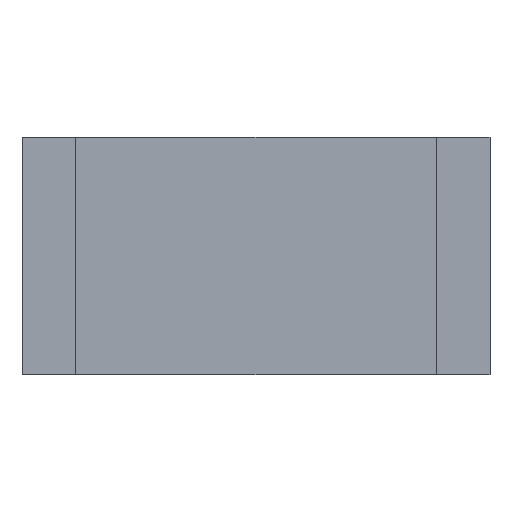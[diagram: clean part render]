
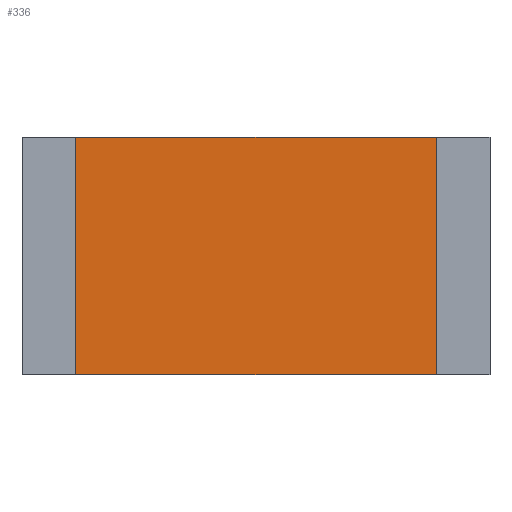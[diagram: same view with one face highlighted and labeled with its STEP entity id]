
A CAD part, front view. The second image highlights one B-rep face of the part: STEP entity #336.
In plain terms, the highlighted planar face has unit normal (0, -1, 0).
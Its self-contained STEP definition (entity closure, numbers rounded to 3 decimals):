
#61=DIRECTION('',(-1.,0.,0.));
#62=VECTOR('',#61,2.35);
#63=CARTESIAN_POINT('',(1.175,0.02,-0.775));
#64=LINE('',#63,#62);
#81=DIRECTION('',(-1.,0.,0.));
#82=VECTOR('',#81,2.35);
#83=CARTESIAN_POINT('',(1.175,0.02,0.775));
#84=LINE('',#83,#82);
#109=DIRECTION('',(0.,0.,-1.));
#110=VECTOR('',#109,1.55);
#111=CARTESIAN_POINT('',(1.175,0.02,0.775));
#112=LINE('',#111,#110);
#113=DIRECTION('',(0.,0.,-1.));
#114=VECTOR('',#113,1.55);
#115=CARTESIAN_POINT('',(-1.175,0.02,0.775));
#116=LINE('',#115,#114);
#173=CARTESIAN_POINT('',(1.175,0.02,0.775));
#174=VERTEX_POINT('',#173);
#175=CARTESIAN_POINT('',(-1.175,0.02,0.775));
#176=VERTEX_POINT('',#175);
#185=CARTESIAN_POINT('',(1.175,0.02,-0.775));
#186=VERTEX_POINT('',#185);
#187=CARTESIAN_POINT('',(-1.175,0.02,-0.775));
#188=VERTEX_POINT('',#187);
#324=CARTESIAN_POINT('',(1.175,0.02,0.775));
#325=DIRECTION('',(0.,1.,0.));
#326=DIRECTION('',(-1.,0.,0.));
#327=AXIS2_PLACEMENT_3D('',#324,#325,#326);
#328=PLANE('',#327);
#329=ORIENTED_EDGE('',*,*,#303,.F.);
#330=ORIENTED_EDGE('',*,*,#233,.T.);
#331=ORIENTED_EDGE('',*,*,#264,.T.);
#333=ORIENTED_EDGE('',*,*,#332,.F.);
#334=EDGE_LOOP('',(#329,#330,#331,#333));
#335=FACE_OUTER_BOUND('',#334,.F.);
#233=EDGE_CURVE('',#174,#186,#112,.T.);
#264=EDGE_CURVE('',#186,#188,#64,.T.);
#303=EDGE_CURVE('',#174,#176,#84,.T.);
#332=EDGE_CURVE('',#176,#188,#116,.T.);
#336=ADVANCED_FACE('',(#335),#328,.F.);
